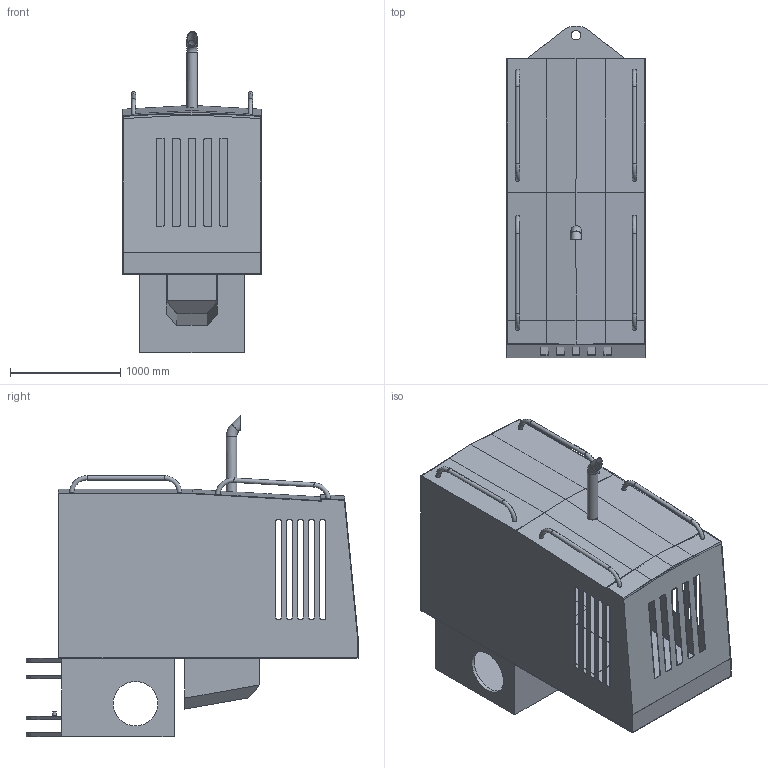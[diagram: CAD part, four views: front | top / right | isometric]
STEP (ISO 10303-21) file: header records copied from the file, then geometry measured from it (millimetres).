
FILE_DESCRIPTION(/* description */ ('','CAx-IF Rec.Pracs.---Representation and Presentation of Product Manufacturing Information (PMI)---4.0---2014-10-13'),/* implementation_level */ '2;1');
FILE_NAME(/* name */ 'RearFrame.step',/* time_stamp */ '2024-12-16T14:13:23-05:00',/* author */ (''),/* organization */ (''),/* preprocessor_version */ 'ST-DEVELOPER v20',/* originating_system */ 'Autodesk Translation Framework v13.20.0.188',/* authorisation */ '');
FILE_SCHEMA (('AP242_MANAGED_MODEL_BASED_3D_ENGINEERING_MIM_LF { 1 0 10303 442 1 1 4 }'));
Length unit declared in the file: millimetre
Products named in the file (1): Fahrwerk_Getriebekasten
Bounding box: 1260 x 3013.88 x 2917.67 mm (x, y, z)
Volume: 256267952 mm3; surface area: 46161476.4 mm2
Topology: 1 solids, 2 shells, 249 faces, 714 edges, 472 vertices
Faces by surface type: plane 147, cylinder 83, torus 19
Full cylindrical faces by diameter (mm): 30 x5, 40 x4, 85 x7, 95 x3, 405 x2
Entity records: 9308 total; most frequent: CARTESIAN_POINT 2492, ORIENTED_EDGE 1428, DIRECTION 1388, EDGE_CURVE 714, LINE 476, VECTOR 476, VERTEX_POINT 472, AXIS2_PLACEMENT_3D 456
